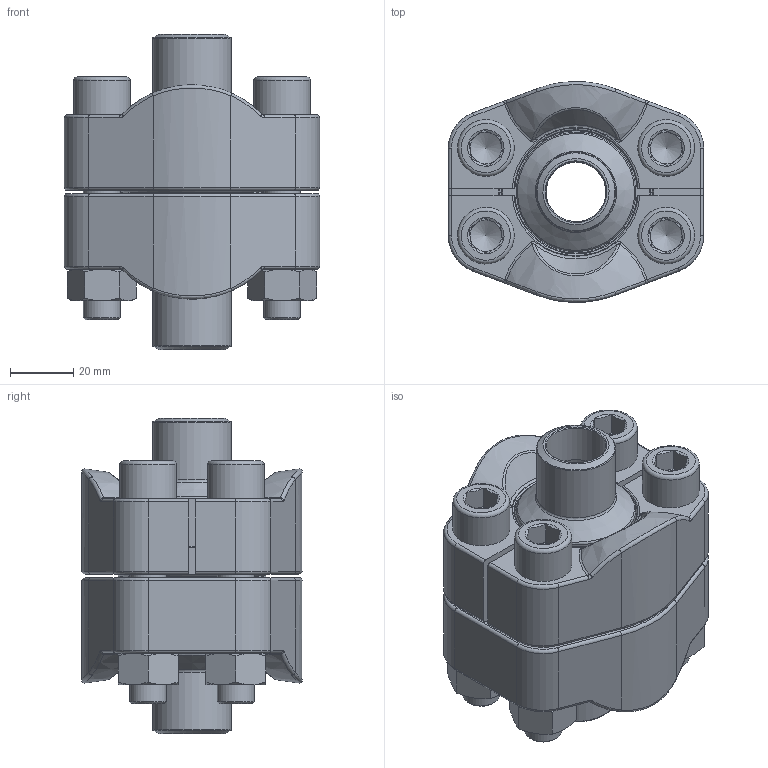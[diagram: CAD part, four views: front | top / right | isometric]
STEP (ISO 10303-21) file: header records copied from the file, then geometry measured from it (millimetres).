
FILE_DESCRIPTION(/* description */ (''),/* implementation_level */ '2;1');
FILE_NAME(/* name */ 'AFK25-605.stp',/* time_stamp */ '2025-01-09T12:14:06+01:00',/* author */ (''),/* organization */ (''),/* preprocessor_version */ 'ST-DEVELOPER v16',/* originating_system */ 'SIEMENS PLM Software NX 10.0',/* authorisation */ '');
FILE_SCHEMA (('AUTOMOTIVE_DESIGN { 1 0 10303 214 3 1 1 1 }'));
Length unit declared in the file: millimetre
Products named in the file (9): X-AFH25-6_einzel; X-AFK25-6; X-AFV25-6; X-FM12; X-M12x65I; X-O32; X-AFA25-6; X-AFH25-6; AFK25-6
Assembly tree (15 placements, depth 3):
  AFK25-6
    X-AFH25-6
      X-AFH25-6_einzel  x2
    X-AFA25-6
    X-O32
    X-M12x65I  x4
    X-FM12  x4
    X-AFV25-6
    X-AFK25-6
Bounding box: 81 x 69.95 x 100 mm (x, y, z)
Volume: 248147.5 mm3; surface area: 85123.7 mm2
Topology: 14 solids, 14 shells, 432 faces, 933 edges, 536 vertices
Faces by surface type: cone 135, plane 127, cylinder 78, torus 63, bspline 24, sphere 4, revolution 1
Full cylindrical faces by diameter (mm): 10.344 x4, 11.701 x4, 13 x8, 18 x4, 19 x2, 25 x4, 32.2 x1, 37.9 x2, 38.85 x1, 39.966 x1, 47.6 x2, 48.4 x1
Entity records: 6683 total; most frequent: CARTESIAN_POINT 1850, DIRECTION 1029, ORIENTED_EDGE 822, AXIS2_PLACEMENT_3D 467, EDGE_CURVE 411, EDGE_LOOP 320, VERTEX_POINT 275, CIRCLE 243
